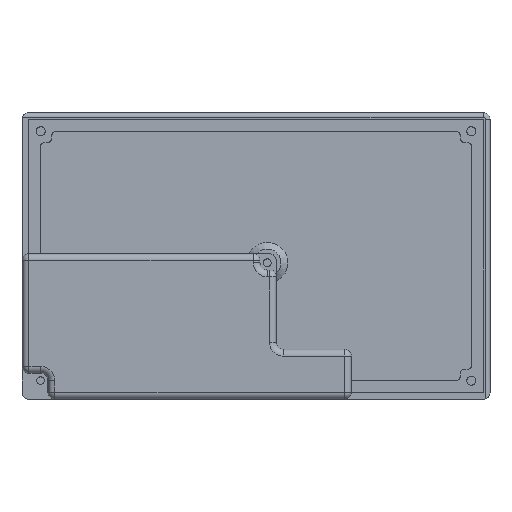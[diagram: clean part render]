
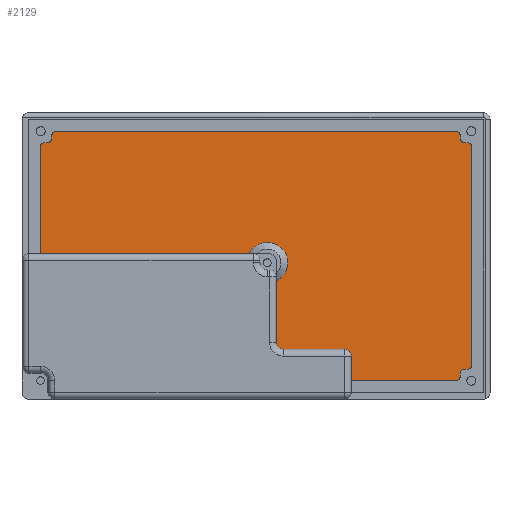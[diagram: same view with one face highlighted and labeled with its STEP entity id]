
A CAD part, top view. The second image highlights one B-rep face of the part: STEP entity #2129.
In plain terms, the highlighted planar face has unit normal (0, 0, 1).
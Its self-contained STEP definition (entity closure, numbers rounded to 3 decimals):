
#46=FACE_BOUND('',#424,.T.);
#109=CIRCLE('',#2329,9.);
#111=CIRCLE('',#2332,2.);
#112=CIRCLE('',#2333,2.);
#113=CIRCLE('',#2334,2.);
#114=CIRCLE('',#2335,2.);
#115=CIRCLE('',#2336,2.);
#116=CIRCLE('',#2337,2.);
#117=CIRCLE('',#2338,2.);
#118=CIRCLE('',#2339,2.);
#119=CIRCLE('',#2340,2.);
#120=CIRCLE('',#2341,2.);
#121=CIRCLE('',#2342,2.);
#122=CIRCLE('',#2343,2.);
#289=FACE_OUTER_BOUND('',#423,.T.);
#423=EDGE_LOOP('',(#1706,#1707,#1708,#1709,#1710,#1711,#1712,#1713,#1714,
#1715,#1716,#1717,#1718,#1719,#1720,#1721,#1722,#1723,#1724,#1725,#1726,
#1727,#1728,#1729));
#424=EDGE_LOOP('',(#1730));
#599=LINE('',#3459,#792);
#600=LINE('',#3463,#793);
#601=LINE('',#3467,#794);
#602=LINE('',#3471,#795);
#603=LINE('',#3475,#796);
#604=LINE('',#3479,#797);
#605=LINE('',#3483,#798);
#606=LINE('',#3487,#799);
#607=LINE('',#3491,#800);
#608=LINE('',#3495,#801);
#609=LINE('',#3499,#802);
#610=LINE('',#3502,#803);
#792=VECTOR('',#2807,10.);
#793=VECTOR('',#2810,10.);
#794=VECTOR('',#2813,10.);
#795=VECTOR('',#2816,10.);
#796=VECTOR('',#2819,10.);
#797=VECTOR('',#2822,10.);
#798=VECTOR('',#2825,10.);
#799=VECTOR('',#2828,10.);
#800=VECTOR('',#2831,10.);
#801=VECTOR('',#2834,10.);
#802=VECTOR('',#2837,10.);
#803=VECTOR('',#2840,10.);
#977=VERTEX_POINT('',#3449);
#979=VERTEX_POINT('',#3455);
#980=VERTEX_POINT('',#3456);
#981=VERTEX_POINT('',#3458);
#982=VERTEX_POINT('',#3460);
#983=VERTEX_POINT('',#3462);
#984=VERTEX_POINT('',#3464);
#985=VERTEX_POINT('',#3466);
#986=VERTEX_POINT('',#3468);
#987=VERTEX_POINT('',#3470);
#988=VERTEX_POINT('',#3472);
#989=VERTEX_POINT('',#3474);
#990=VERTEX_POINT('',#3476);
#991=VERTEX_POINT('',#3478);
#992=VERTEX_POINT('',#3480);
#993=VERTEX_POINT('',#3482);
#994=VERTEX_POINT('',#3484);
#995=VERTEX_POINT('',#3486);
#996=VERTEX_POINT('',#3488);
#997=VERTEX_POINT('',#3490);
#998=VERTEX_POINT('',#3492);
#999=VERTEX_POINT('',#3494);
#1000=VERTEX_POINT('',#3496);
#1001=VERTEX_POINT('',#3498);
#1002=VERTEX_POINT('',#3500);
#1233=EDGE_CURVE('',#977,#977,#109,.T.);
#1236=EDGE_CURVE('',#979,#980,#111,.T.);
#1237=EDGE_CURVE('',#980,#981,#599,.T.);
#1238=EDGE_CURVE('',#982,#981,#112,.F.);
#1239=EDGE_CURVE('',#982,#983,#600,.T.);
#1240=EDGE_CURVE('',#983,#984,#113,.T.);
#1241=EDGE_CURVE('',#984,#985,#601,.T.);
#1242=EDGE_CURVE('',#985,#986,#114,.T.);
#1243=EDGE_CURVE('',#986,#987,#602,.T.);
#1244=EDGE_CURVE('',#988,#987,#115,.F.);
#1245=EDGE_CURVE('',#988,#989,#603,.T.);
#1246=EDGE_CURVE('',#989,#990,#116,.T.);
#1247=EDGE_CURVE('',#990,#991,#604,.T.);
#1248=EDGE_CURVE('',#991,#992,#117,.T.);
#1249=EDGE_CURVE('',#992,#993,#605,.T.);
#1250=EDGE_CURVE('',#994,#993,#118,.F.);
#1251=EDGE_CURVE('',#994,#995,#606,.T.);
#1252=EDGE_CURVE('',#995,#996,#119,.T.);
#1253=EDGE_CURVE('',#996,#997,#607,.T.);
#1254=EDGE_CURVE('',#997,#998,#120,.T.);
#1255=EDGE_CURVE('',#998,#999,#608,.T.);
#1256=EDGE_CURVE('',#1000,#999,#121,.F.);
#1257=EDGE_CURVE('',#1000,#1001,#609,.T.);
#1258=EDGE_CURVE('',#1001,#1002,#122,.T.);
#1259=EDGE_CURVE('',#1002,#979,#610,.T.);
#1706=ORIENTED_EDGE('',*,*,#1236,.T.);
#1707=ORIENTED_EDGE('',*,*,#1237,.T.);
#1708=ORIENTED_EDGE('',*,*,#1238,.F.);
#1709=ORIENTED_EDGE('',*,*,#1239,.T.);
#1710=ORIENTED_EDGE('',*,*,#1240,.T.);
#1711=ORIENTED_EDGE('',*,*,#1241,.T.);
#1712=ORIENTED_EDGE('',*,*,#1242,.T.);
#1713=ORIENTED_EDGE('',*,*,#1243,.T.);
#1714=ORIENTED_EDGE('',*,*,#1244,.F.);
#1715=ORIENTED_EDGE('',*,*,#1245,.T.);
#1716=ORIENTED_EDGE('',*,*,#1246,.T.);
#1717=ORIENTED_EDGE('',*,*,#1247,.T.);
#1718=ORIENTED_EDGE('',*,*,#1248,.T.);
#1719=ORIENTED_EDGE('',*,*,#1249,.T.);
#1720=ORIENTED_EDGE('',*,*,#1250,.F.);
#1721=ORIENTED_EDGE('',*,*,#1251,.T.);
#1722=ORIENTED_EDGE('',*,*,#1252,.T.);
#1723=ORIENTED_EDGE('',*,*,#1253,.T.);
#1724=ORIENTED_EDGE('',*,*,#1254,.T.);
#1725=ORIENTED_EDGE('',*,*,#1255,.T.);
#1726=ORIENTED_EDGE('',*,*,#1256,.F.);
#1727=ORIENTED_EDGE('',*,*,#1257,.T.);
#1728=ORIENTED_EDGE('',*,*,#1258,.T.);
#1729=ORIENTED_EDGE('',*,*,#1259,.T.);
#1730=ORIENTED_EDGE('',*,*,#1233,.F.);
#2033=PLANE('',#2331);
#2129=ADVANCED_FACE('',(#289,#46),#2033,.F.);
#2329=AXIS2_PLACEMENT_3D('',#3450,#2798,#2799);
#2331=AXIS2_PLACEMENT_3D('',#3454,#2803,#2804);
#2332=AXIS2_PLACEMENT_3D('',#3457,#2805,#2806);
#2333=AXIS2_PLACEMENT_3D('',#3461,#2808,#2809);
#2334=AXIS2_PLACEMENT_3D('',#3465,#2811,#2812);
#2335=AXIS2_PLACEMENT_3D('',#3469,#2814,#2815);
#2336=AXIS2_PLACEMENT_3D('',#3473,#2817,#2818);
#2337=AXIS2_PLACEMENT_3D('',#3477,#2820,#2821);
#2338=AXIS2_PLACEMENT_3D('',#3481,#2823,#2824);
#2339=AXIS2_PLACEMENT_3D('',#3485,#2826,#2827);
#2340=AXIS2_PLACEMENT_3D('',#3489,#2829,#2830);
#2341=AXIS2_PLACEMENT_3D('',#3493,#2832,#2833);
#2342=AXIS2_PLACEMENT_3D('',#3497,#2835,#2836);
#2343=AXIS2_PLACEMENT_3D('',#3501,#2838,#2839);
#2798=DIRECTION('center_axis',(0.,0.,1.));
#2799=DIRECTION('ref_axis',(1.,0.,0.));
#2803=DIRECTION('center_axis',(0.,0.,-1.));
#2804=DIRECTION('ref_axis',(-1.,0.,0.));
#2805=DIRECTION('center_axis',(0.,0.,1.));
#2806=DIRECTION('ref_axis',(0.707,0.707,0.));
#2807=DIRECTION('',(-1.,0.,0.));
#2808=DIRECTION('center_axis',(0.,0.,-1.));
#2809=DIRECTION('ref_axis',(-0.707,-0.707,0.));
#2810=DIRECTION('',(0.,1.,0.));
#2811=DIRECTION('center_axis',(0.,0.,1.));
#2812=DIRECTION('ref_axis',(0.707,0.707,0.));
#2813=DIRECTION('',(-1.,0.,0.));
#2814=DIRECTION('center_axis',(0.,0.,1.));
#2815=DIRECTION('ref_axis',(-0.707,0.707,0.));
#2816=DIRECTION('',(0.,-1.,0.));
#2817=DIRECTION('center_axis',(0.,0.,-1.));
#2818=DIRECTION('ref_axis',(0.707,-0.707,0.));
#2819=DIRECTION('',(-1.,0.,0.));
#2820=DIRECTION('center_axis',(0.,0.,1.));
#2821=DIRECTION('ref_axis',(-0.707,0.707,0.));
#2822=DIRECTION('',(0.,-1.,0.));
#2823=DIRECTION('center_axis',(0.,0.,1.));
#2824=DIRECTION('ref_axis',(-0.707,-0.707,0.));
#2825=DIRECTION('',(1.,0.,0.));
#2826=DIRECTION('center_axis',(0.,0.,-1.));
#2827=DIRECTION('ref_axis',(0.707,0.707,0.));
#2828=DIRECTION('',(0.,-1.,0.));
#2829=DIRECTION('center_axis',(0.,0.,1.));
#2830=DIRECTION('ref_axis',(-0.707,-0.707,0.));
#2831=DIRECTION('',(1.,0.,0.));
#2832=DIRECTION('center_axis',(0.,0.,1.));
#2833=DIRECTION('ref_axis',(0.707,-0.707,0.));
#2834=DIRECTION('',(0.,1.,0.));
#2835=DIRECTION('center_axis',(0.,0.,-1.));
#2836=DIRECTION('ref_axis',(-0.707,0.707,0.));
#2837=DIRECTION('',(1.,0.,0.));
#2838=DIRECTION('center_axis',(0.,0.,1.));
#2839=DIRECTION('ref_axis',(0.707,-0.707,0.));
#2840=DIRECTION('',(0.,1.,0.));
#3449=CARTESIAN_POINT('',(-107.2,60.2,-20.));
#3450=CARTESIAN_POINT('Origin',(-98.2,60.2,-20.));
#3454=CARTESIAN_POINT('Origin',(-103.2,63.2,-20.));
#3455=CARTESIAN_POINT('',(-8.1,111.2,-20.));
#3456=CARTESIAN_POINT('',(-10.1,113.2,-20.));
#3457=CARTESIAN_POINT('Origin',(-10.1,111.2,-20.));
#3458=CARTESIAN_POINT('',(-11.2,113.2,-20.));
#3459=CARTESIAN_POINT('',(-13.2,113.2,-20.));
#3460=CARTESIAN_POINT('',(-13.2,115.2,-20.));
#3461=CARTESIAN_POINT('Origin',(-11.2,115.2,-20.));
#3462=CARTESIAN_POINT('',(-13.2,116.3,-20.));
#3463=CARTESIAN_POINT('',(-13.2,123.4,-20.));
#3464=CARTESIAN_POINT('',(-15.2,118.3,-20.));
#3465=CARTESIAN_POINT('Origin',(-15.2,116.3,-20.));
#3466=CARTESIAN_POINT('',(-191.2,118.3,-20.));
#3467=CARTESIAN_POINT('',(-193.2,118.3,-20.));
#3468=CARTESIAN_POINT('',(-193.2,116.3,-20.));
#3469=CARTESIAN_POINT('Origin',(-191.2,116.3,-20.));
#3470=CARTESIAN_POINT('',(-193.2,115.2,-20.));
#3471=CARTESIAN_POINT('',(-193.2,123.4,-20.));
#3472=CARTESIAN_POINT('',(-195.2,113.2,-20.));
#3473=CARTESIAN_POINT('Origin',(-195.2,115.2,-20.));
#3474=CARTESIAN_POINT('',(-196.3,113.2,-20.));
#3475=CARTESIAN_POINT('',(-193.2,113.2,-20.));
#3476=CARTESIAN_POINT('',(-198.3,111.2,-20.));
#3477=CARTESIAN_POINT('Origin',(-196.3,111.2,-20.));
#3478=CARTESIAN_POINT('',(-198.3,15.2,-20.));
#3479=CARTESIAN_POINT('',(-198.3,13.2,-20.));
#3480=CARTESIAN_POINT('',(-196.3,13.2,-20.));
#3481=CARTESIAN_POINT('Origin',(-196.3,15.2,-20.));
#3482=CARTESIAN_POINT('',(-195.2,13.2,-20.));
#3483=CARTESIAN_POINT('',(-193.2,13.2,-20.));
#3484=CARTESIAN_POINT('',(-193.2,11.2,-20.));
#3485=CARTESIAN_POINT('Origin',(-195.2,11.2,-20.));
#3486=CARTESIAN_POINT('',(-193.2,10.1,-20.));
#3487=CARTESIAN_POINT('',(-193.2,3.,-20.));
#3488=CARTESIAN_POINT('',(-191.2,8.1,-20.));
#3489=CARTESIAN_POINT('Origin',(-191.2,10.1,-20.));
#3490=CARTESIAN_POINT('',(-15.2,8.1,-20.));
#3491=CARTESIAN_POINT('',(-13.2,8.1,-20.));
#3492=CARTESIAN_POINT('',(-13.2,10.1,-20.));
#3493=CARTESIAN_POINT('Origin',(-15.2,10.1,-20.));
#3494=CARTESIAN_POINT('',(-13.2,11.2,-20.));
#3495=CARTESIAN_POINT('',(-13.2,3.,-20.));
#3496=CARTESIAN_POINT('',(-11.2,13.2,-20.));
#3497=CARTESIAN_POINT('Origin',(-11.2,11.2,-20.));
#3498=CARTESIAN_POINT('',(-10.1,13.2,-20.));
#3499=CARTESIAN_POINT('',(-13.2,13.2,-20.));
#3500=CARTESIAN_POINT('',(-8.1,15.2,-20.));
#3501=CARTESIAN_POINT('Origin',(-10.1,15.2,-20.));
#3502=CARTESIAN_POINT('',(-8.1,113.2,-20.));
